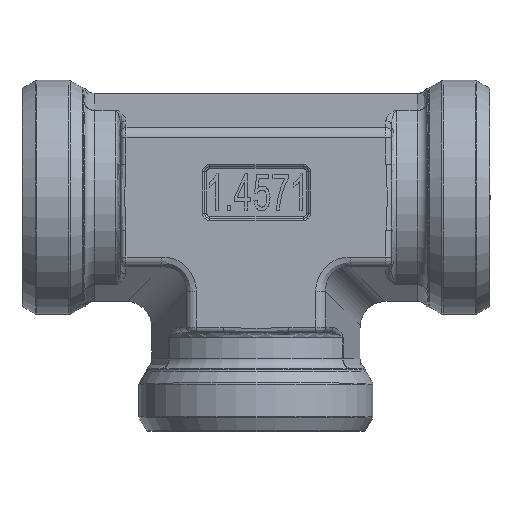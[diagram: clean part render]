
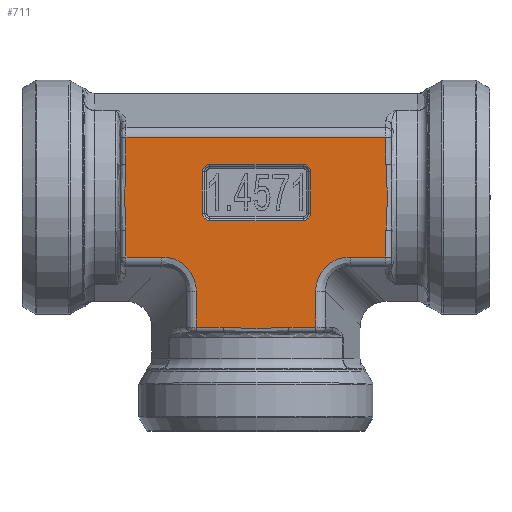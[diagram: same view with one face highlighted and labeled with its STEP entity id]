
A CAD part, top view. The second image highlights one B-rep face of the part: STEP entity #711.
In plain terms, the highlighted planar face has unit normal (0, 0, 1).
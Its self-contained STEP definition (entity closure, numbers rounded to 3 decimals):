
#355=ELLIPSE('',#5892,7.873,7.);
#356=ELLIPSE('',#5893,7.873,7.);
#711=ADVANCED_FACE('',(#1908,#1909),#1077,.T.);
#1077=PLANE('',#5894);
#1219=LINE('',#8367,#1437);
#1220=LINE('',#8372,#1438);
#1221=LINE('',#8376,#1439);
#1222=LINE('',#8380,#1440);
#1223=LINE('',#8383,#1441);
#1224=LINE('',#8386,#1442);
#1225=LINE('',#8395,#1443);
#1226=LINE('',#8397,#1444);
#1227=LINE('',#8401,#1445);
#1228=LINE('',#8403,#1446);
#1229=LINE('',#8412,#1447);
#1230=LINE('',#8414,#1448);
#1231=LINE('',#8416,#1449);
#1232=LINE('',#8425,#1450);
#1233=LINE('',#8427,#1451);
#1437=VECTOR('',#6536,1.);
#1438=VECTOR('',#6539,1.);
#1439=VECTOR('',#6542,1.);
#1440=VECTOR('',#6545,1.);
#1441=VECTOR('',#6548,1.);
#1442=VECTOR('',#6549,1.);
#1443=VECTOR('',#6550,1.);
#1444=VECTOR('',#6551,1.);
#1445=VECTOR('',#6554,1.);
#1446=VECTOR('',#6555,1.);
#1447=VECTOR('',#6556,1.);
#1448=VECTOR('',#6557,1.);
#1449=VECTOR('',#6558,1.);
#1450=VECTOR('',#6559,1.);
#1451=VECTOR('',#6560,1.);
#1657=CIRCLE('',#5888,1.4);
#1658=CIRCLE('',#5889,1.4);
#1659=CIRCLE('',#5890,1.4);
#1660=CIRCLE('',#5891,1.4);
#1908=FACE_BOUND('',#2026,.T.);
#1909=FACE_BOUND('',#2027,.T.);
#2026=EDGE_LOOP('',(#2580,#2581,#2582,#2583,#2584,#2585,#2586,#2587));
#2027=EDGE_LOOP('',(#2588,#2589,#2590,#2591,#2592,#2593,#2594,#2595,#2596,
#2597,#2598,#2599,#2600,#2601,#2602,#2603));
#2580=ORIENTED_EDGE('',*,*,#4801,.T.);
#2581=ORIENTED_EDGE('',*,*,#4802,.T.);
#2582=ORIENTED_EDGE('',*,*,#4803,.T.);
#2583=ORIENTED_EDGE('',*,*,#4804,.T.);
#2584=ORIENTED_EDGE('',*,*,#4805,.T.);
#2585=ORIENTED_EDGE('',*,*,#4806,.T.);
#2586=ORIENTED_EDGE('',*,*,#4807,.T.);
#2587=ORIENTED_EDGE('',*,*,#4808,.T.);
#2588=ORIENTED_EDGE('',*,*,#4809,.T.);
#2589=ORIENTED_EDGE('',*,*,#4810,.T.);
#2590=ORIENTED_EDGE('',*,*,#4811,.T.);
#2591=ORIENTED_EDGE('',*,*,#4812,.T.);
#2592=ORIENTED_EDGE('',*,*,#4813,.T.);
#2593=ORIENTED_EDGE('',*,*,#4814,.F.);
#2594=ORIENTED_EDGE('',*,*,#4815,.F.);
#2595=ORIENTED_EDGE('',*,*,#4816,.T.);
#2596=ORIENTED_EDGE('',*,*,#4817,.T.);
#2597=ORIENTED_EDGE('',*,*,#4818,.T.);
#2598=ORIENTED_EDGE('',*,*,#4819,.T.);
#2599=ORIENTED_EDGE('',*,*,#4820,.T.);
#2600=ORIENTED_EDGE('',*,*,#4821,.T.);
#2601=ORIENTED_EDGE('',*,*,#4822,.T.);
#2602=ORIENTED_EDGE('',*,*,#4823,.T.);
#2603=ORIENTED_EDGE('',*,*,#4824,.T.);
#4266=VERTEX_POINT('',#8368);
#4267=VERTEX_POINT('',#8369);
#4268=VERTEX_POINT('',#8371);
#4269=VERTEX_POINT('',#8373);
#4270=VERTEX_POINT('',#8375);
#4271=VERTEX_POINT('',#8377);
#4272=VERTEX_POINT('',#8379);
#4273=VERTEX_POINT('',#8381);
#4274=VERTEX_POINT('',#8384);
#4275=VERTEX_POINT('',#8385);
#4276=VERTEX_POINT('',#8387);
#4277=VERTEX_POINT('',#8394);
#4278=VERTEX_POINT('',#8396);
#4279=VERTEX_POINT('',#8398);
#4280=VERTEX_POINT('',#8400);
#4281=VERTEX_POINT('',#8402);
#4282=VERTEX_POINT('',#8404);
#4283=VERTEX_POINT('',#8411);
#4284=VERTEX_POINT('',#8413);
#4285=VERTEX_POINT('',#8415);
#4286=VERTEX_POINT('',#8417);
#4287=VERTEX_POINT('',#8424);
#4288=VERTEX_POINT('',#8426);
#4289=VERTEX_POINT('',#8428);
#4801=EDGE_CURVE('',#4266,#4267,#1219,.T.);
#4802=EDGE_CURVE('',#4267,#4268,#1657,.T.);
#4803=EDGE_CURVE('',#4268,#4269,#1220,.T.);
#4804=EDGE_CURVE('',#4269,#4270,#1658,.T.);
#4805=EDGE_CURVE('',#4270,#4271,#1221,.T.);
#4806=EDGE_CURVE('',#4271,#4272,#1659,.T.);
#4807=EDGE_CURVE('',#4272,#4273,#1222,.T.);
#4808=EDGE_CURVE('',#4273,#4266,#1660,.T.);
#4809=EDGE_CURVE('',#4274,#4275,#1223,.T.);
#4810=EDGE_CURVE('',#4275,#4276,#1224,.T.);
#4811=EDGE_CURVE('',#4276,#4277,#5569,.T.);
#4812=EDGE_CURVE('',#4277,#4278,#1225,.T.);
#4813=EDGE_CURVE('',#4278,#4279,#1226,.T.);
#4814=EDGE_CURVE('',#4280,#4279,#355,.T.);
#4815=EDGE_CURVE('',#4281,#4280,#1227,.T.);
#4816=EDGE_CURVE('',#4281,#4282,#1228,.T.);
#4817=EDGE_CURVE('',#4282,#4283,#5570,.T.);
#4818=EDGE_CURVE('',#4283,#4284,#1229,.T.);
#4819=EDGE_CURVE('',#4284,#4285,#1230,.T.);
#4820=EDGE_CURVE('',#4285,#4286,#1231,.T.);
#4821=EDGE_CURVE('',#4286,#4287,#5571,.T.);
#4822=EDGE_CURVE('',#4287,#4288,#1232,.T.);
#4823=EDGE_CURVE('',#4288,#4289,#1233,.T.);
#4824=EDGE_CURVE('',#4289,#4274,#356,.T.);
#5569=B_SPLINE_CURVE_WITH_KNOTS('',3,(#8388,#8389,#8390,#8391,#8392,#8393),
 .UNSPECIFIED.,.F.,.F.,(4,2,4),(0.,0.5,1.),.UNSPECIFIED.);
#5570=B_SPLINE_CURVE_WITH_KNOTS('',3,(#8405,#8406,#8407,#8408,#8409,#8410),
 .UNSPECIFIED.,.F.,.F.,(4,2,4),(0.,0.5,1.),.UNSPECIFIED.);
#5571=B_SPLINE_CURVE_WITH_KNOTS('',3,(#8418,#8419,#8420,#8421,#8422,#8423),
 .UNSPECIFIED.,.F.,.F.,(4,2,4),(0.,0.5,1.),.UNSPECIFIED.);
#5888=AXIS2_PLACEMENT_3D('',#8370,#6537,#6538);
#5889=AXIS2_PLACEMENT_3D('',#8374,#6540,#6541);
#5890=AXIS2_PLACEMENT_3D('',#8378,#6543,#6544);
#5891=AXIS2_PLACEMENT_3D('',#8382,#6546,#6547);
#5892=AXIS2_PLACEMENT_3D('',#8399,#6552,#6553);
#5893=AXIS2_PLACEMENT_3D('',#8429,#6561,#6562);
#5894=AXIS2_PLACEMENT_3D('',#8430,#6563,#6564);
#6536=DIRECTION('',(1.,0.,0.));
#6537=DIRECTION('',(0.,0.,-1.));
#6538=DIRECTION('',(1.,0.,0.));
#6539=DIRECTION('',(0.,-1.,0.));
#6540=DIRECTION('',(0.,0.,-1.));
#6541=DIRECTION('',(1.,0.,0.));
#6542=DIRECTION('',(-1.,0.,0.));
#6543=DIRECTION('',(0.,0.,-1.));
#6544=DIRECTION('',(1.,0.,0.));
#6545=DIRECTION('',(0.,1.,0.));
#6546=DIRECTION('',(0.,0.,-1.));
#6547=DIRECTION('',(1.,0.,0.));
#6548=DIRECTION('',(0.,-1.,0.));
#6549=DIRECTION('',(1.,0.,0.));
#6550=DIRECTION('',(1.,0.,0.));
#6551=DIRECTION('',(0.,1.,0.));
#6552=DIRECTION('',(0.,0.,1.));
#6553=DIRECTION('',(0.707,-0.707,0.));
#6554=DIRECTION('',(-1.,0.,0.));
#6555=DIRECTION('',(0.,1.,0.));
#6556=DIRECTION('',(0.,1.,0.));
#6557=DIRECTION('',(-1.,0.,0.));
#6558=DIRECTION('',(0.,-1.,0.));
#6559=DIRECTION('',(0.,-1.,0.));
#6560=DIRECTION('',(1.,0.,0.));
#6561=DIRECTION('',(0.,0.,-1.));
#6562=DIRECTION('',(-0.707,-0.707,0.));
#6563=DIRECTION('',(0.,0.,1.));
#6564=DIRECTION('',(1.,0.,0.));
#8367=CARTESIAN_POINT('',(10.097,6.303,20.5));
#8368=CARTESIAN_POINT('',(-8.903,6.303,20.5));
#8369=CARTESIAN_POINT('',(9.097,6.303,20.5));
#8370=CARTESIAN_POINT('',(9.097,4.903,20.5));
#8371=CARTESIAN_POINT('',(10.497,4.903,20.5));
#8372=CARTESIAN_POINT('',(10.497,-4.097,20.5));
#8373=CARTESIAN_POINT('',(10.497,-3.097,20.5));
#8374=CARTESIAN_POINT('',(9.097,-3.097,20.5));
#8375=CARTESIAN_POINT('',(9.097,-4.497,20.5));
#8376=CARTESIAN_POINT('',(-9.903,-4.497,20.5));
#8377=CARTESIAN_POINT('',(-8.903,-4.497,20.5));
#8378=CARTESIAN_POINT('',(-8.903,-3.097,20.5));
#8379=CARTESIAN_POINT('',(-10.303,-3.097,20.5));
#8380=CARTESIAN_POINT('',(-10.303,5.903,20.5));
#8381=CARTESIAN_POINT('',(-10.303,4.903,20.5));
#8382=CARTESIAN_POINT('',(-8.903,4.903,20.5));
#8383=CARTESIAN_POINT('',(-11.502,12.903,20.5));
#8384=CARTESIAN_POINT('',(-11.502,-18.08,20.5));
#8385=CARTESIAN_POINT('',(-11.502,-25.,20.5));
#8386=CARTESIAN_POINT('',(6.549,-25.,20.5));
#8387=CARTESIAN_POINT('',(-6.325,-25.,20.5));
#8388=CARTESIAN_POINT('',(-6.325,-25.,20.5));
#8389=CARTESIAN_POINT('',(-4.209,-25.,20.5));
#8390=CARTESIAN_POINT('',(-2.103,-25.268,20.5));
#8391=CARTESIAN_POINT('',(2.112,-25.268,20.5));
#8392=CARTESIAN_POINT('',(4.214,-25.,20.5));
#8393=CARTESIAN_POINT('',(6.325,-25.,20.5));
#8394=CARTESIAN_POINT('',(6.325,-25.,20.5));
#8395=CARTESIAN_POINT('',(6.549,-25.,20.5));
#8396=CARTESIAN_POINT('',(11.502,-25.,20.5));
#8397=CARTESIAN_POINT('',(11.502,12.903,20.5));
#8398=CARTESIAN_POINT('',(11.502,-18.08,20.5));
#8399=CARTESIAN_POINT('',(18.951,-18.951,20.5));
#8400=CARTESIAN_POINT('',(18.08,-11.502,20.5));
#8401=CARTESIAN_POINT('',(6.549,-11.502,20.5));
#8402=CARTESIAN_POINT('',(25.,-11.502,20.5));
#8403=CARTESIAN_POINT('',(25.,0.,20.5));
#8404=CARTESIAN_POINT('',(25.,-6.325,20.5));
#8405=CARTESIAN_POINT('',(25.,-6.325,20.5));
#8406=CARTESIAN_POINT('',(25.,-4.214,20.5));
#8407=CARTESIAN_POINT('',(25.268,-2.112,20.5));
#8408=CARTESIAN_POINT('',(25.268,2.103,20.5));
#8409=CARTESIAN_POINT('',(25.,4.209,20.5));
#8410=CARTESIAN_POINT('',(25.,6.325,20.5));
#8411=CARTESIAN_POINT('',(25.,6.325,20.5));
#8412=CARTESIAN_POINT('',(25.,11.502,20.5));
#8413=CARTESIAN_POINT('',(25.,11.502,20.5));
#8414=CARTESIAN_POINT('',(6.549,11.502,20.5));
#8415=CARTESIAN_POINT('',(-25.,11.502,20.5));
#8416=CARTESIAN_POINT('',(-25.,0.,20.5));
#8417=CARTESIAN_POINT('',(-25.,6.325,20.5));
#8418=CARTESIAN_POINT('',(-25.,6.325,20.5));
#8419=CARTESIAN_POINT('',(-25.,4.214,20.5));
#8420=CARTESIAN_POINT('',(-25.268,2.112,20.5));
#8421=CARTESIAN_POINT('',(-25.268,-2.103,20.5));
#8422=CARTESIAN_POINT('',(-25.,-4.209,20.5));
#8423=CARTESIAN_POINT('',(-25.,-6.325,20.5));
#8424=CARTESIAN_POINT('',(-25.,-6.325,20.5));
#8425=CARTESIAN_POINT('',(-25.,-11.502,20.5));
#8426=CARTESIAN_POINT('',(-25.,-11.502,20.5));
#8427=CARTESIAN_POINT('',(-12.903,-11.502,20.5));
#8428=CARTESIAN_POINT('',(-18.08,-11.502,20.5));
#8429=CARTESIAN_POINT('',(-18.951,-18.951,20.5));
#8430=CARTESIAN_POINT('',(6.549,12.903,20.5));
